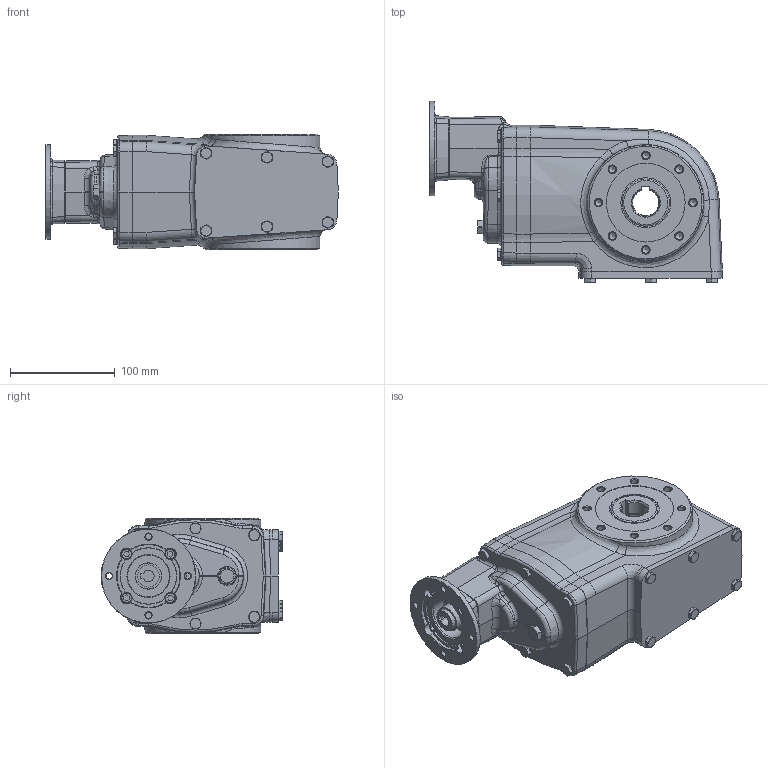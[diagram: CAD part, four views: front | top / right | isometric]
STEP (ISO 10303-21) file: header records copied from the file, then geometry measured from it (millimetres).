
FILE_DESCRIPTION(/* description */ ('Unknown'),/* implementation_level */ '2;1');
FILE_NAME(/* name */ '_P_X43N_I_xxx_-C_FB_N_-P_B3_-B_',/* time_stamp */ '2025-09-24T09:12:49+02:00',/* author */ ('Unknown'),/* organization */ ('Unknown'),/* preprocessor_version */ 'ST-DEVELOPER v18.104',/* originating_system */ 'Solid Edge',/* authorisation */ 'Unknown');
FILE_SCHEMA (('AUTOMOTIVE_DESIGN {1 0 10303 214 3 1 1}'));
Length unit declared in the file: millimetre
Products named in the file (6): _P_X43N_I_xxx_-C_FB_N_-P_B3_-B_; _B_X43N_I_xxx_-C_FB_N__oa_0; I504047; VTBIM06x14; C355091P
Assembly tree (8 placements, depth 3):
  _P_X43N_I_xxx_-C_FB_N_-P_B3_-B_
    _B_X43N_I_xxx_-C_FB_N__oa_0
    I504047
      I504047
      VTBIM06x14  x4
    C355091P
Bounding box: 279 x 173 x 110 mm (x, y, z)
Volume: 2889630.5 mm3; surface area: 174194.4 mm2
Topology: 7 solids, 7 shells, 758 faces, 1783 edges, 1091 vertices
Faces by surface type: plane 270, cylinder 189, cone 161, bspline 88, torus 50
Full cylindrical faces by diameter (mm): 4.917 x8, 6 x8, 6.5 x4, 6.647 x32, 8.9 x12, 10 x4, 10.5 x4, 16.6 x1, 16.662 x1, 18 x1, 21 x1, 24.95 x1, 25 x1, 40 x1, 47 x3, 47.5 x2, 51.78 x1, 51.8 x1, 75 x2, 90 x1
Entity records: 25044 total; most frequent: CARTESIAN_POINT 5645, DIRECTION 3034, ORIENTED_EDGE 2908, EDGE_CURVE 1454, AXIS2_PLACEMENT_3D 1268, VERTEX_POINT 974, FACE_BOUND 960, EDGE_LOOP 944
